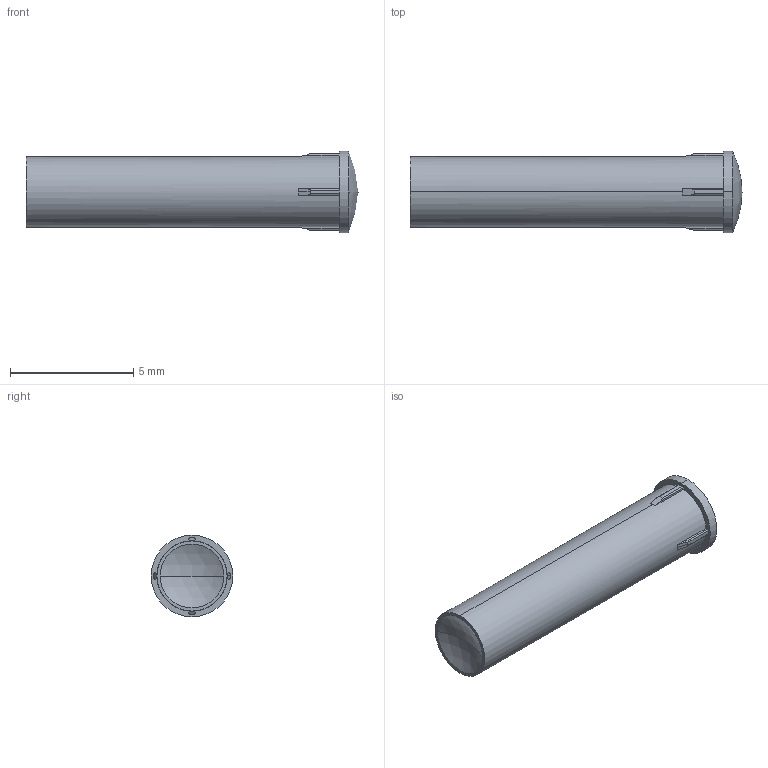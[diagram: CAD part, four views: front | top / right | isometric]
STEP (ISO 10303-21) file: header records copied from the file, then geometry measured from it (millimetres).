
FILE_DESCRIPTION (( 'STEP AP203' ), '1' );
FILE_NAME ('LFB.STEP', '2019-06-06T22:52:24', ( '' ), ( '' ), 'SwSTEP 2.0', 'SolidWorks 2018', '' );
FILE_SCHEMA (( 'CONFIG_CONTROL_DESIGN' ));
Length unit declared in the file: inch
Products named in the file (1): LFB
Bounding box: 13.46 x 3.3 x 3.3 mm (x, y, z)
Volume: 84.9 mm3; surface area: 136.5 mm2
Topology: 1 solids, 1 shells, 36 faces, 98 edges, 66 vertices
Faces by surface type: cylinder 17, plane 10, cone 5, sphere 4
Entity records: 1389 total; most frequent: CARTESIAN_POINT 381, DIRECTION 200, ORIENTED_EDGE 196, EDGE_CURVE 98, AXIS2_PLACEMENT_3D 81, VERTEX_POINT 66, CIRCLE 44, VECTOR 38
